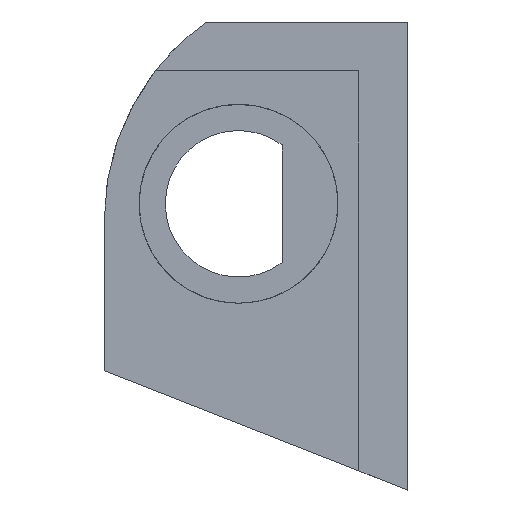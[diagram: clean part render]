
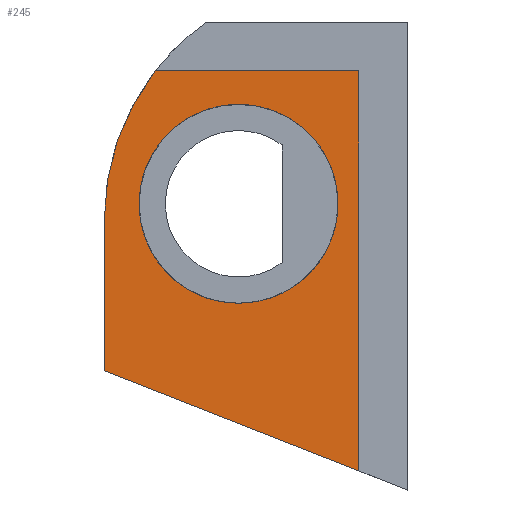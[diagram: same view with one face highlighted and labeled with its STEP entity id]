
A CAD part, left-side view. The second image highlights one B-rep face of the part: STEP entity #245.
In plain terms, the highlighted planar face has unit normal (-1, 0, 0).
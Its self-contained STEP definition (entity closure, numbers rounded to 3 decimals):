
#1 = CARTESIAN_POINT ( 'NONE',  ( 2.5, 11.779, -2.462 ) ) ;
#2 = EDGE_CURVE ( 'NONE', #978, #444, #128, .T. ) ;
#7 = VERTEX_POINT ( 'NONE', #810 ) ;
#78 = DIRECTION ( 'NONE',  ( 0., 0., -1. ) ) ;
#95 = EDGE_LOOP ( 'NONE', ( #96, #557, #963, #747, #124 ) ) ;
#96 = ORIENTED_EDGE ( 'NONE', *, *, #489, .F. ) ;
#111 = CIRCLE ( 'NONE', #744, 2.85 ) ;
#124 = ORIENTED_EDGE ( 'NONE', *, *, #333, .F. ) ;
#128 = LINE ( 'NONE', #818, #1027 ) ;
#129 = DIRECTION ( 'NONE',  ( 1., 0., 0. ) ) ;
#134 = CARTESIAN_POINT ( 'NONE',  ( 2.5, 11.721, 3.238 ) ) ;
#223 = EDGE_CURVE ( 'NONE', #7, #444, #615, .T. ) ;
#229 = CARTESIAN_POINT ( 'NONE',  ( 2.5, 11.75, 0.388 ) ) ;
#243 = VERTEX_POINT ( 'NONE', #1 ) ;
#244 = CARTESIAN_POINT ( 'NONE',  ( 2.5, 8.681, -0.056 ) ) ;
#245 = ADVANCED_FACE ( 'NONE', ( #863, #589 ), #801, .F. ) ;
#246 = DIRECTION ( 'NONE',  ( 1., 0., 0. ) ) ;
#255 = DIRECTION ( 'NONE',  ( 0., 0., -1. ) ) ;
#275 = AXIS2_PLACEMENT_3D ( 'NONE', #775, #129, #78 ) ;
#289 = VERTEX_POINT ( 'NONE', #468 ) ;
#333 = EDGE_CURVE ( 'NONE', #289, #978, #807, .T. ) ;
#360 = VERTEX_POINT ( 'NONE', #1052 ) ;
#364 = CIRCLE ( 'NONE', #806, 6.919 ) ;
#408 = ORIENTED_EDGE ( 'NONE', *, *, #1051, .F. ) ;
#411 = VECTOR ( 'NONE', #982, 1000. ) ;
#444 = VERTEX_POINT ( 'NONE', #791 ) ;
#468 = CARTESIAN_POINT ( 'NONE',  ( 2.5, 8.3, 4.201 ) ) ;
#489 = EDGE_CURVE ( 'NONE', #360, #289, #495, .T. ) ;
#491 = CARTESIAN_POINT ( 'NONE',  ( 2.5, 11.75, 0.388 ) ) ;
#495 = LINE ( 'NONE', #858, #750 ) ;
#496 = DIRECTION ( 'NONE',  ( -1., 0., 0. ) ) ;
#505 = VERTEX_POINT ( 'NONE', #134 ) ;
#537 = DIRECTION ( 'NONE',  ( 0., 0., 1. ) ) ;
#538 = CARTESIAN_POINT ( 'NONE',  ( 2.5, 8.3, -7.935 ) ) ;
#557 = ORIENTED_EDGE ( 'NONE', *, *, #942, .F. ) ;
#589 = FACE_OUTER_BOUND ( 'NONE', #95, .T. ) ;
#610 = DIRECTION ( 'NONE',  ( 0., 0., -1. ) ) ;
#615 = LINE ( 'NONE', #1078, #411 ) ;
#639 = DIRECTION ( 'NONE',  ( 0., 0.931, 0.366 ) ) ;
#744 = AXIS2_PLACEMENT_3D ( 'NONE', #229, #769, #829 ) ;
#747 = ORIENTED_EDGE ( 'NONE', *, *, #2, .F. ) ;
#750 = VECTOR ( 'NONE', #757, 1000. ) ;
#757 = DIRECTION ( 'NONE',  ( 0., -1., 0. ) ) ;
#769 = DIRECTION ( 'NONE',  ( -1., 0., 0. ) ) ;
#775 = CARTESIAN_POINT ( 'NONE',  ( 2.5, -0.025, -7.935 ) ) ;
#780 = VECTOR ( 'NONE', #610, 1000. ) ;
#787 = EDGE_LOOP ( 'NONE', ( #989, #408 ) ) ;
#791 = CARTESIAN_POINT ( 'NONE',  ( 2.5, 15.6, -4.399 ) ) ;
#801 = PLANE ( 'NONE',  #275 ) ;
#806 = AXIS2_PLACEMENT_3D ( 'NONE', #244, #246, #255 ) ;
#807 = LINE ( 'NONE', #538, #780 ) ;
#810 = CARTESIAN_POINT ( 'NONE',  ( 2.5, 15.6, -0.056 ) ) ;
#816 = CARTESIAN_POINT ( 'NONE',  ( 2.5, 8.3, -7.268 ) ) ;
#818 = CARTESIAN_POINT ( 'NONE',  ( 2.5, 0.862, -10.192 ) ) ;
#829 = DIRECTION ( 'NONE',  ( 0., 0., 1. ) ) ;
#858 = CARTESIAN_POINT ( 'NONE',  ( 2.5, -0.025, 4.201 ) ) ;
#863 = FACE_BOUND ( 'NONE', #787, .T. ) ;
#929 = AXIS2_PLACEMENT_3D ( 'NONE', #491, #496, #537 ) ;
#931 = EDGE_CURVE ( 'NONE', #243, #505, #111, .T. ) ;
#942 = EDGE_CURVE ( 'NONE', #7, #360, #364, .T. ) ;
#963 = ORIENTED_EDGE ( 'NONE', *, *, #223, .T. ) ;
#966 = CIRCLE ( 'NONE', #929, 2.85 ) ;
#978 = VERTEX_POINT ( 'NONE', #816 ) ;
#982 = DIRECTION ( 'NONE',  ( 0., 0., -1. ) ) ;
#989 = ORIENTED_EDGE ( 'NONE', *, *, #931, .F. ) ;
#1027 = VECTOR ( 'NONE', #639, 1000. ) ;
#1051 = EDGE_CURVE ( 'NONE', #505, #243, #966, .T. ) ;
#1052 = CARTESIAN_POINT ( 'NONE',  ( 2.5, 14.136, 4.201 ) ) ;
#1078 = CARTESIAN_POINT ( 'NONE',  ( 2.5, 15.6, -7.935 ) ) ;
